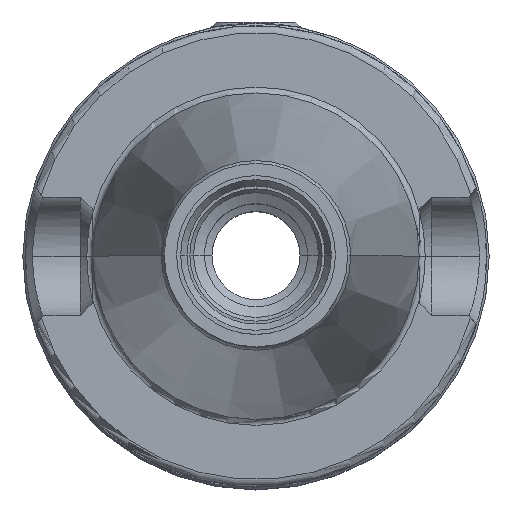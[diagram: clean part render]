
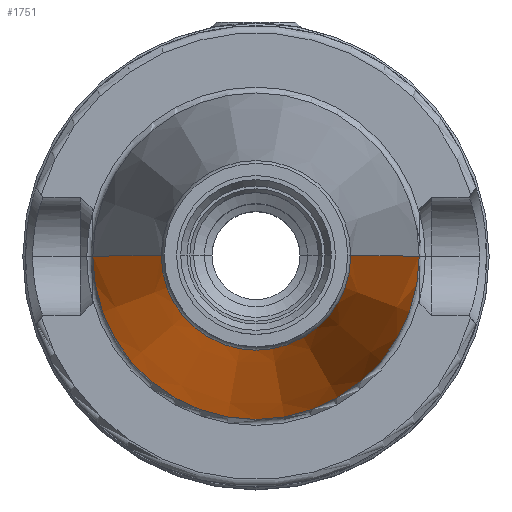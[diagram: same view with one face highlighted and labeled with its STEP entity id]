
A CAD part, top view. The second image highlights one B-rep face of the part: STEP entity #1751.
In plain terms, the highlighted conical face has half-angle 8.297 degrees and reference radius 22.225 mm.
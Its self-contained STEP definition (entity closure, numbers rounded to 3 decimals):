
#783=EDGE_CURVE('NONE',#2113,#925,#2248,.T.);
#925=VERTEX_POINT('NONE',#2410);
#1389=VERTEX_POINT('NONE',#2927);
#1751=ADVANCED_FACE('NONE',(#3337),#3338,.T.);
#1953=EDGE_CURVE('NONE',#1389,#2113,#3558,.F.);
#2091=EDGE_CURVE('NONE',#1389,#2123,#3711,.T.);
#2113=VERTEX_POINT('NONE',#3735);
#2123=VERTEX_POINT('NONE',#3745);
#2127=EDGE_CURVE('NONE',#925,#2123,#3750,.F.);
#2248=LINE('',#3884,#3885);
#2410=CARTESIAN_POINT('',(-22.225,0.,0.0));
#2927=CARTESIAN_POINT('',(12.906,0.,63.903));
#3337=FACE_OUTER_BOUND('',#5811,.T.);
#3338=CONICAL_SURFACE('',#5812,22.225,0.145);
#3558=CIRCLE('',#6210,12.906);
#3711=LINE('',#6498,#6499);
#3735=CARTESIAN_POINT('',(-12.906,0.,63.903));
#3745=CARTESIAN_POINT('',(22.225,0.,0.0));
#3750=CIRCLE('',#6554,22.225);
#3884=CARTESIAN_POINT('',(-22.225,0.,0.0));
#3885=VECTOR('',#6705,1000.0);
#5811=EDGE_LOOP('',(#8069,#8070,#8071,#8072));
#5812=AXIS2_PLACEMENT_3D('',#8073,#8074,#8075);
#6210=AXIS2_PLACEMENT_3D('',#8307,#8308,#8309);
#6498=CARTESIAN_POINT('',(22.225,0.,0.0));
#6499=VECTOR('',#8480,1000.0);
#6554=AXIS2_PLACEMENT_3D('',#8521,#8522,#8523);
#6705=DIRECTION('',(-0.144,0.,-0.99));
#8069=ORIENTED_EDGE('',*,*,#1953,.T.);
#8070=ORIENTED_EDGE('',*,*,#783,.T.);
#8071=ORIENTED_EDGE('',*,*,#2127,.T.);
#8072=ORIENTED_EDGE('',*,*,#2091,.F.);
#8073=CARTESIAN_POINT('',(0.0,0.0,0.0));
#8074=DIRECTION('',(-0.0,0.0,-1.0));
#8075=DIRECTION('',(1.0,0.,-0.0));
#8307=CARTESIAN_POINT('',(0.0,0.0,63.903));
#8308=DIRECTION('',(-0.0,0.0,1.0));
#8309=DIRECTION('',(1.0,0.,0.0));
#8480=DIRECTION('',(0.144,0.,-0.99));
#8521=CARTESIAN_POINT('',(0.0,0.0,0.0));
#8522=DIRECTION('',(0.0,0.0,-1.0));
#8523=DIRECTION('',(-1.0,0.,0.0));
